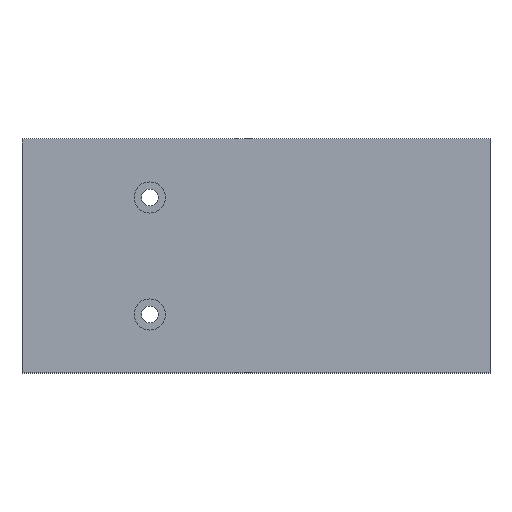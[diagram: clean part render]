
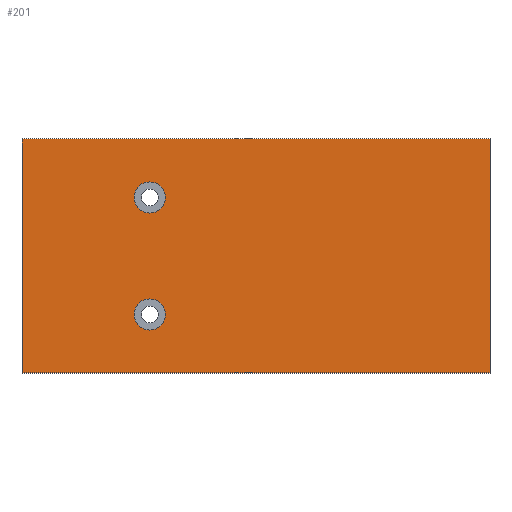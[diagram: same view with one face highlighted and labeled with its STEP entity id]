
A CAD part, top view. The second image highlights one B-rep face of the part: STEP entity #201.
In plain terms, the highlighted planar face has unit normal (0, 0, 1).
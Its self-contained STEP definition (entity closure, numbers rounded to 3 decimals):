
#21=LINE('',#329,#37);
#24=LINE('',#335,#40);
#27=LINE('',#341,#43);
#30=LINE('',#345,#46);
#37=VECTOR('',#275,10.);
#40=VECTOR('',#280,10.);
#43=VECTOR('',#285,10.);
#46=VECTOR('',#290,10.);
#53=FACE_BOUND('',#82,.T.);
#54=FACE_BOUND('',#83,.T.);
#67=FACE_OUTER_BOUND('',#81,.T.);
#81=EDGE_LOOP('',(#171,#172,#173,#174));
#82=EDGE_LOOP('',(#175));
#83=EDGE_LOOP('',(#176));
#89=CIRCLE('',#221,5.08);
#93=CIRCLE('',#228,5.08);
#97=VERTEX_POINT('',#302);
#101=VERTEX_POINT('',#315);
#105=VERTEX_POINT('',#326);
#106=VERTEX_POINT('',#328);
#108=VERTEX_POINT('',#334);
#110=VERTEX_POINT('',#340);
#113=EDGE_CURVE('',#97,#97,#89,.T.);
#119=EDGE_CURVE('',#101,#101,#93,.T.);
#125=EDGE_CURVE('',#106,#105,#21,.T.);
#128=EDGE_CURVE('',#108,#106,#24,.T.);
#131=EDGE_CURVE('',#110,#108,#27,.T.);
#134=EDGE_CURVE('',#105,#110,#30,.T.);
#171=ORIENTED_EDGE('',*,*,#134,.T.);
#172=ORIENTED_EDGE('',*,*,#131,.T.);
#173=ORIENTED_EDGE('',*,*,#128,.T.);
#174=ORIENTED_EDGE('',*,*,#125,.T.);
#175=ORIENTED_EDGE('',*,*,#113,.T.);
#176=ORIENTED_EDGE('',*,*,#119,.T.);
#189=PLANE('',#235);
#201=ADVANCED_FACE('',(#67,#53,#54),#189,.T.);
#221=AXIS2_PLACEMENT_3D('',#303,#247,#248);
#228=AXIS2_PLACEMENT_3D('',#316,#263,#264);
#235=AXIS2_PLACEMENT_3D('',#346,#291,#292);
#247=DIRECTION('center_axis',(0.,0.,-1.));
#248=DIRECTION('ref_axis',(1.,0.,0.));
#263=DIRECTION('center_axis',(0.,0.,-1.));
#264=DIRECTION('ref_axis',(1.,0.,0.));
#275=DIRECTION('',(0.,-1.,0.));
#280=DIRECTION('',(-1.,0.,0.));
#285=DIRECTION('',(0.,1.,0.));
#290=DIRECTION('',(1.,0.,0.));
#291=DIRECTION('center_axis',(0.,0.,1.));
#292=DIRECTION('ref_axis',(1.,0.,0.));
#302=CARTESIAN_POINT('',(-26.97,-19.05,6.35));
#303=CARTESIAN_POINT('Origin',(-21.89,-19.05,6.35));
#315=CARTESIAN_POINT('',(-26.97,19.05,6.35));
#316=CARTESIAN_POINT('Origin',(-21.89,19.05,6.35));
#326=CARTESIAN_POINT('',(-63.5,-38.1,6.35));
#328=CARTESIAN_POINT('',(-63.5,38.1,6.35));
#329=CARTESIAN_POINT('',(-63.5,-38.1,6.35));
#334=CARTESIAN_POINT('',(88.9,38.1,6.35));
#335=CARTESIAN_POINT('',(-63.5,38.1,6.35));
#340=CARTESIAN_POINT('',(88.9,-38.1,6.35));
#341=CARTESIAN_POINT('',(88.9,38.1,6.35));
#345=CARTESIAN_POINT('',(88.9,-38.1,6.35));
#346=CARTESIAN_POINT('Origin',(12.7,0.,6.35));
